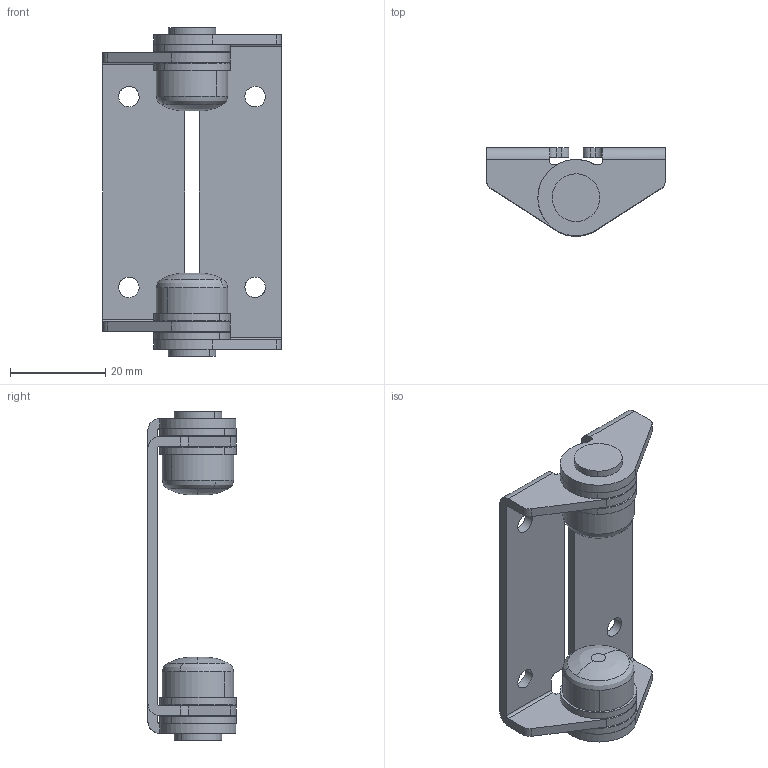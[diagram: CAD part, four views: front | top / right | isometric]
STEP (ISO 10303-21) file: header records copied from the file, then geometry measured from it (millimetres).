
FILE_DESCRIPTION((''),'2;1');
FILE_NAME('','2009-06-16T09:23:13',(''),(''),'','CADfix','');
FILE_SCHEMA(('AUTOMOTIVE_DESIGN { 1 0 10303 214 1 1 1 1 }'));
Length unit declared in the file: millimetre
Bounding box: 37.5 x 18.5 x 69 mm (x, y, z)
Volume: 10443.3 mm3; surface area: 10410.3 mm2
Topology: 4 solids, 4 shells, 162 faces, 616 edges, 472 vertices
Faces by surface type: bspline 162
Entity records: 8833 total; most frequent: CARTESIAN_POINT 5198, ORIENTED_EDGE 1232, EDGE_CURVE 616, VERTEX_POINT 472, B_SPLINE_CURVE_WITH_KNOTS 384, QUASI_UNIFORM_CURVE 232, EDGE_LOOP 204, FACE_OUTER_BOUND 162
